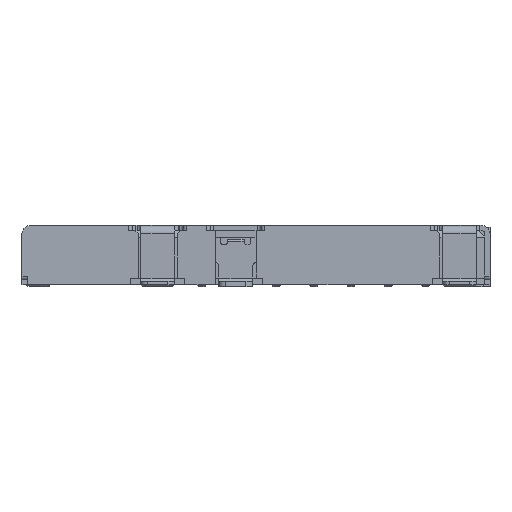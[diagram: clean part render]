
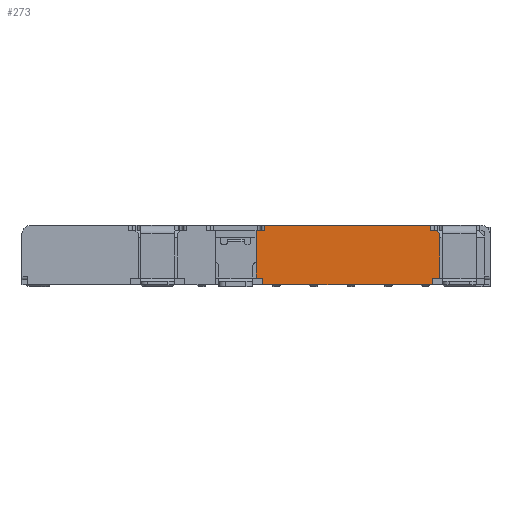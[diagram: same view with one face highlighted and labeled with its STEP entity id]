
A CAD part, front view. The second image highlights one B-rep face of the part: STEP entity #273.
In plain terms, the highlighted planar face has unit normal (0, -1, 0).
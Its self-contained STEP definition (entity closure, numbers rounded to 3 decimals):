
#273=ADVANCED_FACE('',(#1451),#1452,.T.);
#1451=FACE_OUTER_BOUND('',#3453,.T.);
#1452=PLANE('',#3454);
#3453=EDGE_LOOP('',(#6801,#6802,#6803,#6804,#6805,#6806,#6807,#6808,#6809,#6810,#6811,#6812,#6813));
#3454=AXIS2_PLACEMENT_3D('',#6814,#6815,#6816);
#6801=ORIENTED_EDGE('',*,*,#13515,.T.);
#6802=ORIENTED_EDGE('',*,*,#14270,.F.);
#6803=ORIENTED_EDGE('',*,*,#14271,.T.);
#6804=ORIENTED_EDGE('',*,*,#14272,.T.);
#6805=ORIENTED_EDGE('',*,*,#14273,.F.);
#6806=ORIENTED_EDGE('',*,*,#14274,.T.);
#6807=ORIENTED_EDGE('',*,*,#13647,.F.);
#6808=ORIENTED_EDGE('',*,*,#14222,.T.);
#6809=ORIENTED_EDGE('',*,*,#14225,.T.);
#6810=ORIENTED_EDGE('',*,*,#14269,.F.);
#6811=ORIENTED_EDGE('',*,*,#14275,.T.);
#6812=ORIENTED_EDGE('',*,*,#14276,.T.);
#6813=ORIENTED_EDGE('',*,*,#14277,.F.);
#6814=CARTESIAN_POINT('',(44.122,54.302,0.9));
#6815=DIRECTION('',(0.0,-1.0,0.0));
#6816=DIRECTION('',(0.0,0.0,-1.0));
#13515=EDGE_CURVE('',#16371,#16369,#16372,.T.);
#13647=EDGE_CURVE('',#16632,#16634,#16635,.T.);
#14222=EDGE_CURVE('',#16632,#17639,#17640,.T.);
#14225=EDGE_CURVE('',#17639,#17642,#17645,.T.);
#14269=EDGE_CURVE('',#17719,#17642,#17721,.T.);
#14270=EDGE_CURVE('',#17722,#16369,#17723,.T.);
#14271=EDGE_CURVE('',#17722,#17724,#17725,.T.);
#14272=EDGE_CURVE('',#17724,#17726,#17727,.T.);
#14273=EDGE_CURVE('',#17728,#17726,#17729,.T.);
#14274=EDGE_CURVE('',#17728,#16634,#17730,.T.);
#14275=EDGE_CURVE('',#17719,#17731,#17732,.T.);
#14276=EDGE_CURVE('',#17731,#17733,#17734,.T.);
#14277=EDGE_CURVE('',#16371,#17733,#17735,.T.);
#16369=VERTEX_POINT('',#20814);
#16371=VERTEX_POINT('',#20816);
#16372=LINE('',#20817,#20818);
#16632=VERTEX_POINT('',#21160);
#16634=VERTEX_POINT('',#21163);
#16635=LINE('',#21164,#21165);
#17639=VERTEX_POINT('',#22651);
#17640=LINE('',#22652,#22653);
#17642=VERTEX_POINT('',#22656);
#17645=LINE('',#22660,#22661);
#17719=VERTEX_POINT('',#22767);
#17721=LINE('',#22770,#22771);
#17722=VERTEX_POINT('',#22772);
#17723=LINE('',#22773,#22774);
#17724=VERTEX_POINT('',#22775);
#17725=LINE('',#22776,#22777);
#17726=VERTEX_POINT('',#22778);
#17727=LINE('',#22779,#22780);
#17728=VERTEX_POINT('',#22781);
#17729=LINE('',#22782,#22783);
#17730=LINE('',#22784,#22785);
#17731=VERTEX_POINT('',#22786);
#17732=LINE('',#22787,#22788);
#17733=VERTEX_POINT('',#22789);
#17734=LINE('',#22790,#22791);
#17735=LINE('',#22792,#22793);
#20814=CARTESIAN_POINT('',(44.372,54.302,0.9));
#20816=CARTESIAN_POINT('',(49.272,54.302,0.9));
#20817=CARTESIAN_POINT('',(49.272,54.302,0.9));
#20818=VECTOR('',#27401,4.9);
#21160=CARTESIAN_POINT('',(49.322,54.302,-0.85));
#21163=CARTESIAN_POINT('',(44.322,54.302,-0.85));
#21164=CARTESIAN_POINT('',(49.322,54.302,-0.85));
#21165=VECTOR('',#27629,5.0);
#22651=CARTESIAN_POINT('',(49.322,54.302,-0.65));
#22652=CARTESIAN_POINT('',(49.322,54.302,-0.85));
#22653=VECTOR('',#28395,0.2);
#22656=CARTESIAN_POINT('',(49.547,54.302,-0.65));
#22660=CARTESIAN_POINT('',(49.322,54.302,-0.65));
#22661=VECTOR('',#28398,0.225);
#22767=CARTESIAN_POINT('',(49.547,54.302,0.65));
#22770=CARTESIAN_POINT('',(49.547,54.302,0.65));
#22771=VECTOR('',#28462,1.3);
#22772=CARTESIAN_POINT('',(44.372,54.302,0.75));
#22773=CARTESIAN_POINT('',(44.372,54.302,0.75));
#22774=VECTOR('',#28463,0.15);
#22775=CARTESIAN_POINT('',(44.122,54.302,0.75));
#22776=CARTESIAN_POINT('',(44.372,54.302,0.75));
#22777=VECTOR('',#28464,0.25);
#22778=CARTESIAN_POINT('',(44.122,54.302,-0.65));
#22779=CARTESIAN_POINT('',(44.122,54.302,0.75));
#22780=VECTOR('',#28465,1.4);
#22781=CARTESIAN_POINT('',(44.322,54.302,-0.65));
#22782=CARTESIAN_POINT('',(44.322,54.302,-0.65));
#22783=VECTOR('',#28466,0.2);
#22784=CARTESIAN_POINT('',(44.322,54.302,-0.65));
#22785=VECTOR('',#28467,0.2);
#22786=CARTESIAN_POINT('',(49.447,54.302,0.75));
#22787=CARTESIAN_POINT('',(49.547,54.302,0.65));
#22788=VECTOR('',#28468,0.141);
#22789=CARTESIAN_POINT('',(49.272,54.302,0.75));
#22790=CARTESIAN_POINT('',(49.447,54.302,0.75));
#22791=VECTOR('',#28469,0.175);
#22792=CARTESIAN_POINT('',(49.272,54.302,0.9));
#22793=VECTOR('',#28470,0.15);
#27401=DIRECTION('',(-1.0,0.0,0.0));
#27629=DIRECTION('',(-1.0,0.0,0.0));
#28395=DIRECTION('',(0.0,0.0,1.0));
#28398=DIRECTION('',(1.0,0.0,0.0));
#28462=DIRECTION('',(0.,0.0,-1.0));
#28463=DIRECTION('',(0.,0.,1.0));
#28464=DIRECTION('',(-1.0,0.0,0.));
#28465=DIRECTION('',(0.0,0.,-1.0));
#28466=DIRECTION('',(-1.0,0.0,0.0));
#28467=DIRECTION('',(0.0,0.0,-1.0));
#28468=DIRECTION('',(-0.707,0.0,0.707));
#28469=DIRECTION('',(-1.0,0.0,0.));
#28470=DIRECTION('',(0.0,0.0,-1.0));
